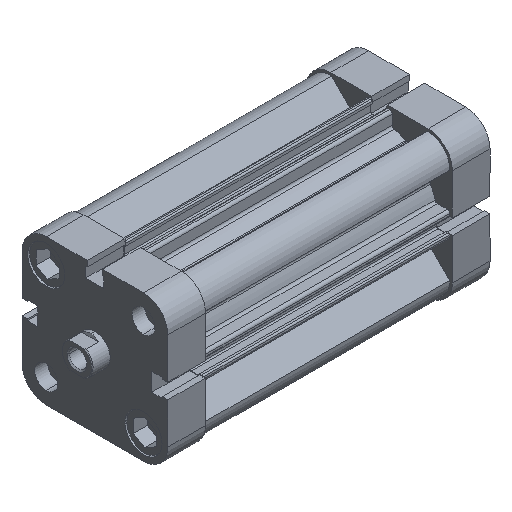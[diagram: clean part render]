
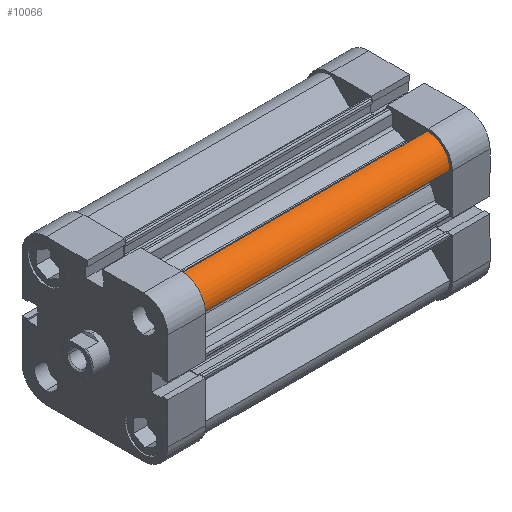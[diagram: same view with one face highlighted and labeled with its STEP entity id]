
A CAD part, isometric view. The second image highlights one B-rep face of the part: STEP entity #10066.
In plain terms, the highlighted cylindrical face has radius 8.5 mm (diameter 17 mm), a partial arc.
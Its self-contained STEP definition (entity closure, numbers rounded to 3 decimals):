
#1652 = EDGE_LOOP ( 'NONE', ( #9816, #9815, #9814, #9813 ) ) ;
#2560 = AXIS2_PLACEMENT_3D ( 'NONE', #3679, #3694, #3695 ) ;
#2598 = AXIS2_PLACEMENT_3D ( 'NONE', #3861, #3871, #3872 ) ;
#2704 = AXIS2_PLACEMENT_3D ( 'NONE', #4973, #4962, #4965 ) ;
#3679 = CARTESIAN_POINT ( 'NONE',  ( 19., -19., 96.5 ) ) ;
#3694 = DIRECTION ( 'NONE',  ( 0., 0., 1. ) ) ;
#3695 = DIRECTION ( 'NONE',  ( -1., 0., 0. ) ) ;
#3861 = CARTESIAN_POINT ( 'NONE',  ( 19., -19., 0. ) ) ;
#3871 = DIRECTION ( 'NONE',  ( 0., 0., 1. ) ) ;
#3872 = DIRECTION ( 'NONE',  ( -1., 0., 0. ) ) ;
#4350 = CARTESIAN_POINT ( 'NONE',  ( 18.654, -27.493, 96.5 ) ) ;
#4351 = DIRECTION ( 'NONE',  ( 0., 0., -1. ) ) ;
#4357 = CARTESIAN_POINT ( 'NONE',  ( 27.493, -18.654, 96.5 ) ) ;
#4358 = DIRECTION ( 'NONE',  ( 0., 0., -1. ) ) ;
#4563 = CARTESIAN_POINT ( 'NONE',  ( 18.654, -27.493, 96.5 ) ) ;
#4577 = CARTESIAN_POINT ( 'NONE',  ( 27.493, -18.654, 96.5 ) ) ;
#4691 = CARTESIAN_POINT ( 'NONE',  ( 27.493, -18.654, 0. ) ) ;
#4696 = CARTESIAN_POINT ( 'NONE',  ( 18.654, -27.493, 0. ) ) ;
#4962 = DIRECTION ( 'NONE',  ( 0., 0., -1. ) ) ;
#4965 = DIRECTION ( 'NONE',  ( -1., 0., 0. ) ) ;
#4973 = CARTESIAN_POINT ( 'NONE',  ( 19., -19., 96.5 ) ) ;
#5614 = LINE ( 'NONE', #4357, #5635 ) ;
#5628 = LINE ( 'NONE', #4350, #5629 ) ;
#5629 = VECTOR ( 'NONE', #4351, 1000. ) ;
#5635 = VECTOR ( 'NONE', #4358, 1000. ) ;
#5672 = FACE_OUTER_BOUND ( 'NONE', #1652, .T. ) ;
#5674 = CYLINDRICAL_SURFACE ( 'NONE', #2704, 8.5 ) ;
#7117 = CIRCLE ( 'NONE', #2560, 8.5 ) ;
#7219 = CIRCLE ( 'NONE', #2598, 8.5 ) ;
#8086 = EDGE_CURVE ( 'NONE', #8625, #8639, #7117, .T. ) ;
#8156 = EDGE_CURVE ( 'NONE', #8758, #8753, #7219, .T. ) ;
#8352 = EDGE_CURVE ( 'NONE', #8625, #8758, #5628, .T. ) ;
#8355 = EDGE_CURVE ( 'NONE', #8639, #8753, #5614, .T. ) ;
#8625 = VERTEX_POINT ( 'NONE', #4563 ) ;
#8639 = VERTEX_POINT ( 'NONE', #4577 ) ;
#8753 = VERTEX_POINT ( 'NONE', #4691 ) ;
#8758 = VERTEX_POINT ( 'NONE', #4696 ) ;
#9813 = ORIENTED_EDGE ( 'NONE', *, *, #8352, .T. ) ;
#9814 = ORIENTED_EDGE ( 'NONE', *, *, #8086, .F. ) ;
#9815 = ORIENTED_EDGE ( 'NONE', *, *, #8355, .F. ) ;
#9816 = ORIENTED_EDGE ( 'NONE', *, *, #8156, .T. ) ;
#10066 = ADVANCED_FACE ( 'NONE', ( #5672 ), #5674, .T. ) ;
